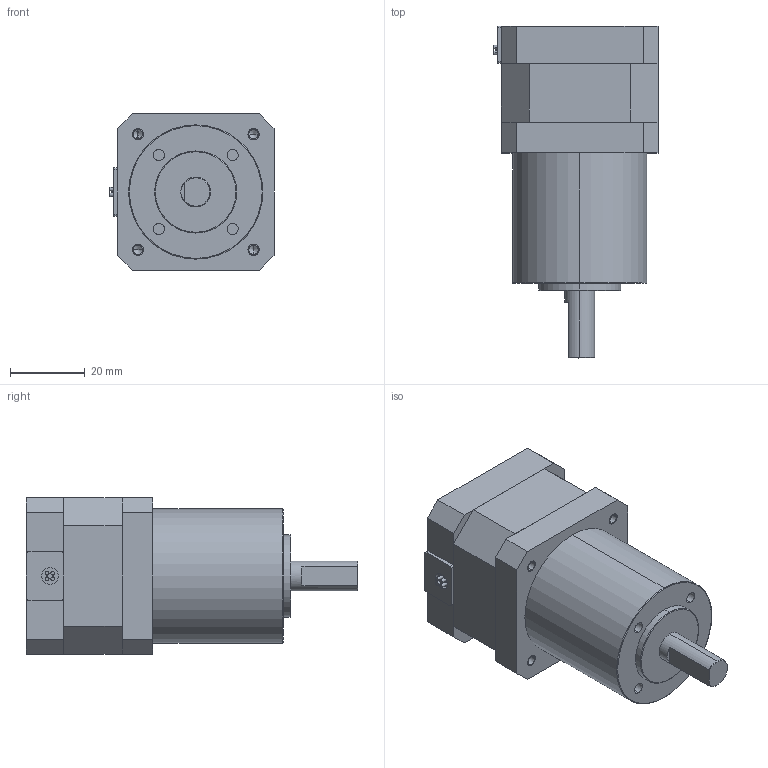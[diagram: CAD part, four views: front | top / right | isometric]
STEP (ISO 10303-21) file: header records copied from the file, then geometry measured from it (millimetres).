
FILE_DESCRIPTION((''),'2;1');
FILE_NAME('MT17HE14004M4GY_ASM','2017-04-18T',('Matteo Maccalli'),(''),'PRO/ENGINEER BY PARAMETRIC TECHNOLOGY CORPORATION, 2006320','PRO/ENGINEER BY PARAMETRIC TECHNOLOGY CORPORATION, 2006320','');
FILE_SCHEMA(('AUTOMOTIVE_DESIGN_CC2 { 1 2 10303 214 -1 1 5 2 }'));
Length unit declared in the file: millimetre
Products named in the file (6): FRONT_FLANGE_MT17HE_H8E2_QUADR; STACK_MT17HE14_H15E8; REAR_FLANGE_MT17HE_QUADR_NO_CON; FRONT_SHAFT_MT17HE; RIDUTTORE_MT17HE; MT17HE14004M4GY_ASM
Assembly tree (5 placements, depth 2):
  MT17HE14004M4GY_ASM
    FRONT_FLANGE_MT17HE_H8E2_QUADR
    STACK_MT17HE14_H15E8
    REAR_FLANGE_MT17HE_QUADR_NO_CON
    FRONT_SHAFT_MT17HE
    RIDUTTORE_MT17HE
Bounding box: 44 x 89 x 42 mm (x, y, z)
Volume: 95145.3 mm3; surface area: 24155.4 mm2
Topology: 5 solids, 13 shells, 150 faces, 353 edges, 232 vertices
Faces by surface type: cylinder 72, plane 63, cone 11, torus 4
Entity records: 5915 total; most frequent: DIRECTION 846, CARTESIAN_POINT 746, ORIENTED_EDGE 658, PRESENTATION_STYLE_ASSIGNMENT 386, STYLED_ITEM 366, CURVE_STYLE 345, EDGE_CURVE 345, AXIS2_PLACEMENT_3D 338
